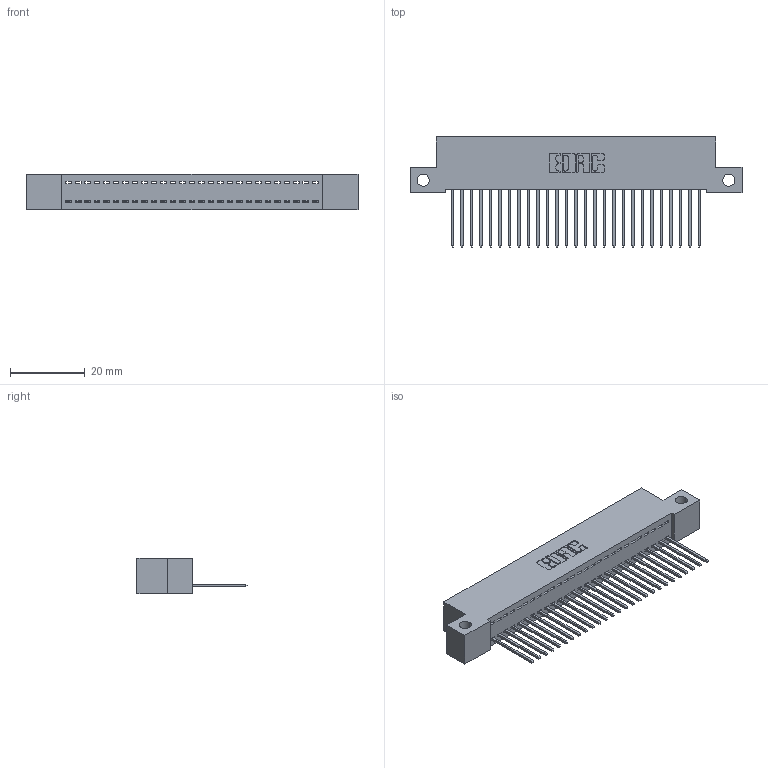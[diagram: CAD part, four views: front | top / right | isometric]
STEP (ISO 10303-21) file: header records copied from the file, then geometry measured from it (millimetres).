
FILE_DESCRIPTION (( 'STEP AP203' ), '1' );
FILE_NAME ('392-027-540-112.STEP', '2019-10-07T11:54:12', ( '' ), ( '' ), 'SwSTEP 2.0', 'SolidWorks 2016', '' );
FILE_SCHEMA (( 'CONFIG_CONTROL_DESIGN' ));
Length unit declared in the file: inch
Products named in the file (3): 342 Part_Side Mount; 345-292-001_345-293-140; 392-027-540-112
Assembly tree (28 placements, depth 2):
  392-027-540-112
    342 Part_Side Mount
    345-292-001_345-293-140  x27
Bounding box: 88.9 x 29.47 x 9.4 mm (x, y, z)
Volume: 7702.1 mm3; surface area: 11119.9 mm2
Topology: 28 solids, 28 shells, 1676 faces, 5051 edges, 3330 vertices
Faces by surface type: plane 1200, cylinder 476
Entity records: 18335 total; most frequent: CARTESIAN_POINT 3171, ORIENTED_EDGE 3134, DIRECTION 2705, EDGE_CURVE 1567, LINE 1439, VECTOR 1439, VERTEX_POINT 1042, AXIS2_PLACEMENT_3D 633
